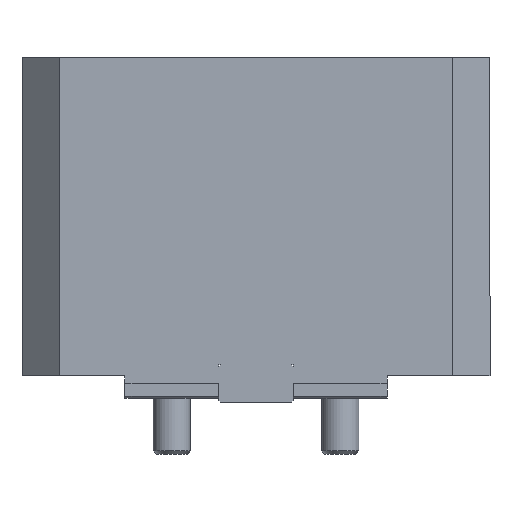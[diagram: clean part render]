
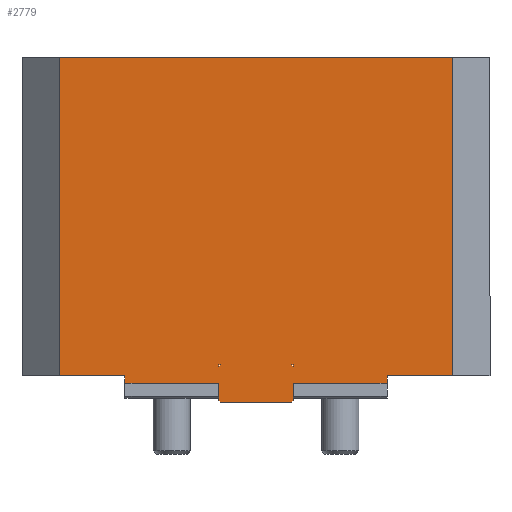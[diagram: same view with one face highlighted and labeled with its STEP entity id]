
A CAD part, front view. The second image highlights one B-rep face of the part: STEP entity #2779.
In plain terms, the highlighted planar face has unit normal (0, -1, 0).
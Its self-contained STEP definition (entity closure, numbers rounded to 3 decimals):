
#1542=CARTESIAN_POINT('',(-10.,-95.,87.));
#1543=VERTEX_POINT('',#1542);
#1550=CARTESIAN_POINT('',(-10.,-95.,86.5));
#1551=VERTEX_POINT('',#1550);
#1552=CARTESIAN_POINT('',(-10.,-95.,86.5));
#1553=DIRECTION('',(0.0,0.0,1.0));
#1554=VECTOR('',#1553,0.5);
#1555=LINE('',#1552,#1554);
#1556=EDGE_CURVE('',#1551,#1543,#1555,.T.);
#1738=CARTESIAN_POINT('',(10.,-95.,86.5));
#1739=VERTEX_POINT('',#1738);
#1746=CARTESIAN_POINT('',(10.,-95.,87.));
#1747=VERTEX_POINT('',#1746);
#1748=CARTESIAN_POINT('',(10.,-95.0,87.));
#1749=DIRECTION('',(0.0,0.0,-1.0));
#1750=VECTOR('',#1749,0.5);
#1751=LINE('',#1748,#1750);
#1752=EDGE_CURVE('',#1747,#1739,#1751,.T.);
#1778=CARTESIAN_POINT('',(-10.,-95.,82.));
#1779=VERTEX_POINT('',#1778);
#1800=CARTESIAN_POINT('',(-10.,-95.,77.5));
#1801=VERTEX_POINT('',#1800);
#1808=CARTESIAN_POINT('',(-10.,-95.,82.));
#1809=DIRECTION('',(0.0,0.0,-1.0));
#1810=VECTOR('',#1809,4.5);
#1811=LINE('',#1808,#1810);
#1812=EDGE_CURVE('',#1779,#1801,#1811,.T.);
#1871=CARTESIAN_POINT('',(-9.5,-95.,87.));
#1872=VERTEX_POINT('',#1871);
#1873=CARTESIAN_POINT('',(-10.,-95.,86.5));
#1874=DIRECTION('',(0.707,0.0,0.707));
#1875=VECTOR('',#1874,0.707);
#1876=LINE('',#1873,#1875);
#1877=EDGE_CURVE('',#1551,#1872,#1876,.T.);
#1901=CARTESIAN_POINT('',(9.5,-95.,87.));
#1902=VERTEX_POINT('',#1901);
#1909=CARTESIAN_POINT('',(9.5,-95.,87.));
#1910=DIRECTION('',(0.707,0.0,-0.707));
#1911=VECTOR('',#1910,0.707);
#1912=LINE('',#1909,#1911);
#1913=EDGE_CURVE('',#1902,#1739,#1912,.T.);
#1924=CARTESIAN_POINT('',(10.,-95.,82.));
#1925=VERTEX_POINT('',#1924);
#1934=CARTESIAN_POINT('',(10.,-95.,77.5));
#1935=VERTEX_POINT('',#1934);
#1936=CARTESIAN_POINT('',(10.,-95.,77.5));
#1937=DIRECTION('',(0.0,0.0,1.0));
#1938=VECTOR('',#1937,4.5);
#1939=LINE('',#1936,#1938);
#1940=EDGE_CURVE('',#1935,#1925,#1939,.T.);
#1979=CARTESIAN_POINT('',(9.5,-95.,77.));
#1980=VERTEX_POINT('',#1979);
#1981=CARTESIAN_POINT('',(10.,-95.,77.5));
#1982=DIRECTION('',(-0.707,0.0,-0.707));
#1983=VECTOR('',#1982,0.707);
#1984=LINE('',#1981,#1983);
#1985=EDGE_CURVE('',#1935,#1980,#1984,.T.);
#2002=CARTESIAN_POINT('',(-9.5,-95.,77.));
#2003=VERTEX_POINT('',#2002);
#2004=CARTESIAN_POINT('',(-9.5,-95.,77.));
#2005=DIRECTION('',(1.0,0.0,0.0));
#2006=VECTOR('',#2005,19.);
#2007=LINE('',#2004,#2006);
#2008=EDGE_CURVE('',#2003,#1980,#2007,.T.);
#2042=CARTESIAN_POINT('',(-9.5,-95.,77.));
#2043=DIRECTION('',(-0.707,0.0,0.707));
#2044=VECTOR('',#2043,0.707);
#2045=LINE('',#2042,#2044);
#2046=EDGE_CURVE('',#2003,#1801,#2045,.T.);
#2088=CARTESIAN_POINT('',(9.5,-95.,87.));
#2089=DIRECTION('',(1.0,0.0,0.0));
#2090=VECTOR('',#2089,0.5);
#2091=LINE('',#2088,#2090);
#2092=EDGE_CURVE('',#1902,#1747,#2091,.T.);
#2097=CARTESIAN_POINT('',(-10.,-95.,87.));
#2098=DIRECTION('',(1.0,0.0,0.0));
#2099=VECTOR('',#2098,0.5);
#2100=LINE('',#2097,#2099);
#2101=EDGE_CURVE('',#1543,#1872,#2100,.T.);
#2130=CARTESIAN_POINT('',(35.,-95.,84.));
#2131=VERTEX_POINT('',#2130);
#2138=CARTESIAN_POINT('',(35.,-95.,82.));
#2139=VERTEX_POINT('',#2138);
#2140=CARTESIAN_POINT('',(35.,-95.,82.));
#2141=DIRECTION('',(0.0,0.0,1.0));
#2142=VECTOR('',#2141,2.0);
#2143=LINE('',#2140,#2142);
#2144=EDGE_CURVE('',#2139,#2131,#2143,.T.);
#2274=CARTESIAN_POINT('',(52.5,-95.,84.));
#2275=VERTEX_POINT('',#2274);
#2282=CARTESIAN_POINT('',(35.,-95.,84.));
#2283=DIRECTION('',(1.0,0.0,0.0));
#2284=VECTOR('',#2283,17.5);
#2285=LINE('',#2282,#2284);
#2286=EDGE_CURVE('',#2131,#2275,#2285,.T.);
#2297=CARTESIAN_POINT('',(-35.,-95.,82.));
#2298=VERTEX_POINT('',#2297);
#2307=CARTESIAN_POINT('',(-35.,-95.,84.0));
#2308=VERTEX_POINT('',#2307);
#2309=CARTESIAN_POINT('',(-35.,-95.0,84.0));
#2310=DIRECTION('',(0.0,0.0,-1.0));
#2311=VECTOR('',#2310,2.0);
#2312=LINE('',#2309,#2311);
#2313=EDGE_CURVE('',#2308,#2298,#2312,.T.);
#2444=CARTESIAN_POINT('',(-52.5,-95.,84.));
#2445=VERTEX_POINT('',#2444);
#2446=CARTESIAN_POINT('',(-52.5,-95.,84.0));
#2447=DIRECTION('',(1.0,0.0,0.0));
#2448=VECTOR('',#2447,17.5);
#2449=LINE('',#2446,#2448);
#2450=EDGE_CURVE('',#2445,#2308,#2449,.T.);
#2598=CARTESIAN_POINT('',(10.,-95.,82.));
#2599=DIRECTION('',(1.0,0.0,0.0));
#2600=VECTOR('',#2599,25.0);
#2601=LINE('',#2598,#2600);
#2602=EDGE_CURVE('',#1925,#2139,#2601,.T.);
#2724=CARTESIAN_POINT('',(-62.5,-95.,82.0));
#2725=DIRECTION('',(0.0,-1.0,0.0));
#2726=DIRECTION('',(1.0,0.0,0.0));
#2727=AXIS2_PLACEMENT_3D('',#2724,#2725,#2726);
#2728=PLANE('',#2727);
#2729=ORIENTED_EDGE('',*,*,#2602,.T.);
#2730=ORIENTED_EDGE('',*,*,#2144,.T.);
#2731=ORIENTED_EDGE('',*,*,#2286,.T.);
#2732=CARTESIAN_POINT('',(52.5,-95.,169.0));
#2733=VERTEX_POINT('',#2732);
#2734=CARTESIAN_POINT('',(52.5,-95.,169.));
#2735=DIRECTION('',(0.0,0.0,-1.0));
#2736=VECTOR('',#2735,85.);
#2737=LINE('',#2734,#2736);
#2738=EDGE_CURVE('',#2733,#2275,#2737,.T.);
#2739=ORIENTED_EDGE('',*,*,#2738,.F.);
#2740=CARTESIAN_POINT('',(-52.5,-95.,169.));
#2741=VERTEX_POINT('',#2740);
#2742=CARTESIAN_POINT('',(-52.5,-95.,169.));
#2743=DIRECTION('',(1.0,0.0,0.0));
#2744=VECTOR('',#2743,105.0);
#2745=LINE('',#2742,#2744);
#2746=EDGE_CURVE('',#2741,#2733,#2745,.T.);
#2747=ORIENTED_EDGE('',*,*,#2746,.F.);
#2748=CARTESIAN_POINT('',(-52.5,-95.,84.));
#2749=DIRECTION('',(0.0,0.0,1.0));
#2750=VECTOR('',#2749,85.);
#2751=LINE('',#2748,#2750);
#2752=EDGE_CURVE('',#2445,#2741,#2751,.T.);
#2753=ORIENTED_EDGE('',*,*,#2752,.F.);
#2754=ORIENTED_EDGE('',*,*,#2450,.T.);
#2755=ORIENTED_EDGE('',*,*,#2313,.T.);
#2756=CARTESIAN_POINT('',(-35.,-95.,82.));
#2757=DIRECTION('',(1.0,0.0,0.0));
#2758=VECTOR('',#2757,25.0);
#2759=LINE('',#2756,#2758);
#2760=EDGE_CURVE('',#2298,#1779,#2759,.T.);
#2761=ORIENTED_EDGE('',*,*,#2760,.T.);
#2762=ORIENTED_EDGE('',*,*,#1812,.T.);
#2763=ORIENTED_EDGE('',*,*,#2046,.F.);
#2764=ORIENTED_EDGE('',*,*,#2008,.T.);
#2765=ORIENTED_EDGE('',*,*,#1985,.F.);
#2766=ORIENTED_EDGE('',*,*,#1940,.T.);
#2767=EDGE_LOOP('',(#2729,#2730,#2731,#2739,#2747,#2753,#2754,#2755,#2761,#2762,#2763,#2764,#2765,#2766));
#2768=FACE_OUTER_BOUND('',#2767,.T.);
#2769=ORIENTED_EDGE('',*,*,#2092,.T.);
#2770=ORIENTED_EDGE('',*,*,#1752,.T.);
#2771=ORIENTED_EDGE('',*,*,#1913,.F.);
#2772=EDGE_LOOP('',(#2769,#2770,#2771));
#2773=FACE_BOUND('',#2772,.T.);
#2774=ORIENTED_EDGE('',*,*,#1877,.F.);
#2775=ORIENTED_EDGE('',*,*,#1556,.T.);
#2776=ORIENTED_EDGE('',*,*,#2101,.T.);
#2777=EDGE_LOOP('',(#2774,#2775,#2776));
#2778=FACE_BOUND('',#2777,.T.);
#2779=ADVANCED_FACE('',(#2768,#2773,#2778),#2728,.T.);
